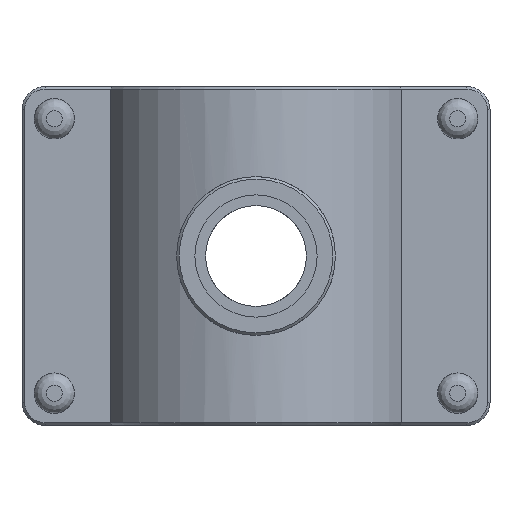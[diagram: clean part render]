
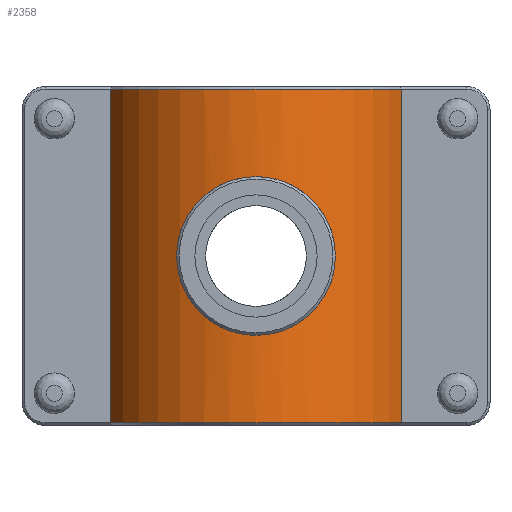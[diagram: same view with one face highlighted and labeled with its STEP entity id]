
A CAD part, front view. The second image highlights one B-rep face of the part: STEP entity #2358.
In plain terms, the highlighted cylindrical face has radius 39.375 mm (diameter 78.75 mm), a partial arc.
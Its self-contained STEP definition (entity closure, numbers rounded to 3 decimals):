
#169=LINE('',#4090,#357);
#170=LINE('',#4092,#358);
#357=VECTOR('',#3103,82.74);
#358=VECTOR('',#3106,82.74);
#588=CIRCLE('',#2555,39.375);
#589=CIRCLE('',#2558,39.375);
#652=FACE_BOUND('',#954,.T.);
#777=FACE_OUTER_BOUND('',#953,.T.);
#953=EDGE_LOOP('',(#1961,#1962,#1963,#1964));
#954=EDGE_LOOP('',(#1965));
#1042=B_SPLINE_CURVE_WITH_KNOTS('',3,(#3393,#3394,#3395,#3396,#3397,#3398,
#3399,#3400,#3401,#3402,#3403,#3404,#3405,#3406,#3407,#3408,#3409,#3410,
#3411,#3412,#3413,#3414,#3415,#3416,#3417,#3418,#3419,#3420,#3421,#3422,
#3423,#3424,#3425,#3426),.UNSPECIFIED.,.T.,.F.,(4,2,2,2,2,2,2,2,2,2,2,2,
2,2,2,2,4),(0.,0.475,0.949,1.423,1.898,
2.372,2.846,3.321,3.795,4.27,
4.744,5.219,5.693,6.167,6.642,
7.116,7.591),.UNSPECIFIED.);
#1058=VERTEX_POINT('',#3392);
#1193=VERTEX_POINT('',#4030);
#1194=VERTEX_POINT('',#4035);
#1195=VERTEX_POINT('',#4042);
#1197=VERTEX_POINT('',#4051);
#1274=EDGE_CURVE('',#1058,#1058,#1042,.T.);
#1462=EDGE_CURVE('',#1193,#1194,#588,.T.);
#1468=EDGE_CURVE('',#1197,#1195,#589,.T.);
#1485=EDGE_CURVE('',#1193,#1195,#169,.T.);
#1486=EDGE_CURVE('',#1194,#1197,#170,.T.);
#1961=ORIENTED_EDGE('',*,*,#1462,.F.);
#1962=ORIENTED_EDGE('',*,*,#1485,.T.);
#1963=ORIENTED_EDGE('',*,*,#1468,.F.);
#1964=ORIENTED_EDGE('',*,*,#1486,.F.);
#1965=ORIENTED_EDGE('',*,*,#1274,.T.);
#2249=CYLINDRICAL_SURFACE('',#2573,39.375);
#2358=ADVANCED_FACE('',(#777,#652),#2249,.T.);
#2555=AXIS2_PLACEMENT_3D('',#4036,#3053,#3054);
#2558=AXIS2_PLACEMENT_3D('',#4056,#3061,#3062);
#2573=AXIS2_PLACEMENT_3D('',#4091,#3104,#3105);
#3053=DIRECTION('center_axis',(0.,0.,-1.));
#3054=DIRECTION('ref_axis',(1.,0.,0.));
#3061=DIRECTION('center_axis',(0.,0.,1.));
#3062=DIRECTION('ref_axis',(1.,0.,0.));
#3103=DIRECTION('',(0.,0.,1.));
#3104=DIRECTION('center_axis',(0.,0.,1.));
#3105=DIRECTION('ref_axis',(1.,0.,0.));
#3106=DIRECTION('',(0.,0.,1.));
#3392=CARTESIAN_POINT('',(-12.5,-37.338,0.));
#3393=CARTESIAN_POINT('Ctrl Pts',(-12.5,-37.338,0.));
#3394=CARTESIAN_POINT('Ctrl Pts',(-12.5,-37.338,1.582));
#3395=CARTESIAN_POINT('Ctrl Pts',(-12.182,-37.449,3.261));
#3396=CARTESIAN_POINT('Ctrl Pts',(-10.903,-37.841,6.337));
#3397=CARTESIAN_POINT('Ctrl Pts',(-9.943,-38.116,7.735));
#3398=CARTESIAN_POINT('Ctrl Pts',(-7.735,-38.624,9.942));
#3399=CARTESIAN_POINT('Ctrl Pts',(-6.337,-38.893,10.903));
#3400=CARTESIAN_POINT('Ctrl Pts',(-3.26,-39.27,12.182));
#3401=CARTESIAN_POINT('Ctrl Pts',(-1.581,-39.375,12.5));
#3402=CARTESIAN_POINT('Ctrl Pts',(1.581,-39.375,12.5));
#3403=CARTESIAN_POINT('Ctrl Pts',(3.26,-39.27,12.182));
#3404=CARTESIAN_POINT('Ctrl Pts',(6.337,-38.893,10.903));
#3405=CARTESIAN_POINT('Ctrl Pts',(7.735,-38.624,9.942));
#3406=CARTESIAN_POINT('Ctrl Pts',(9.943,-38.116,7.735));
#3407=CARTESIAN_POINT('Ctrl Pts',(10.903,-37.841,6.337));
#3408=CARTESIAN_POINT('Ctrl Pts',(12.182,-37.449,3.261));
#3409=CARTESIAN_POINT('Ctrl Pts',(12.5,-37.338,1.582));
#3410=CARTESIAN_POINT('Ctrl Pts',(12.5,-37.338,-1.582));
#3411=CARTESIAN_POINT('Ctrl Pts',(12.182,-37.449,-3.261));
#3412=CARTESIAN_POINT('Ctrl Pts',(10.903,-37.841,-6.337));
#3413=CARTESIAN_POINT('Ctrl Pts',(9.943,-38.116,-7.735));
#3414=CARTESIAN_POINT('Ctrl Pts',(7.735,-38.624,-9.942));
#3415=CARTESIAN_POINT('Ctrl Pts',(6.337,-38.893,-10.903));
#3416=CARTESIAN_POINT('Ctrl Pts',(3.26,-39.27,-12.182));
#3417=CARTESIAN_POINT('Ctrl Pts',(1.581,-39.375,-12.5));
#3418=CARTESIAN_POINT('Ctrl Pts',(-1.581,-39.375,-12.5));
#3419=CARTESIAN_POINT('Ctrl Pts',(-3.26,-39.27,-12.182));
#3420=CARTESIAN_POINT('Ctrl Pts',(-6.337,-38.893,-10.903));
#3421=CARTESIAN_POINT('Ctrl Pts',(-7.735,-38.624,-9.942));
#3422=CARTESIAN_POINT('Ctrl Pts',(-9.943,-38.116,-7.735));
#3423=CARTESIAN_POINT('Ctrl Pts',(-10.903,-37.841,-6.337));
#3424=CARTESIAN_POINT('Ctrl Pts',(-12.182,-37.449,-3.261));
#3425=CARTESIAN_POINT('Ctrl Pts',(-12.5,-37.338,-1.582));
#3426=CARTESIAN_POINT('Ctrl Pts',(-12.5,-37.338,0.));
#4030=CARTESIAN_POINT('',(36.088,-15.75,-41.37));
#4035=CARTESIAN_POINT('',(-36.088,-15.75,-41.37));
#4036=CARTESIAN_POINT('Origin',(0.,0.,-41.37));
#4042=CARTESIAN_POINT('',(36.088,-15.75,41.37));
#4051=CARTESIAN_POINT('',(-36.088,-15.75,41.37));
#4056=CARTESIAN_POINT('Origin',(0.,0.,41.37));
#4090=CARTESIAN_POINT('',(36.088,-15.75,0.));
#4091=CARTESIAN_POINT('Origin',(0.,0.,0.));
#4092=CARTESIAN_POINT('',(-36.088,-15.75,0.));
